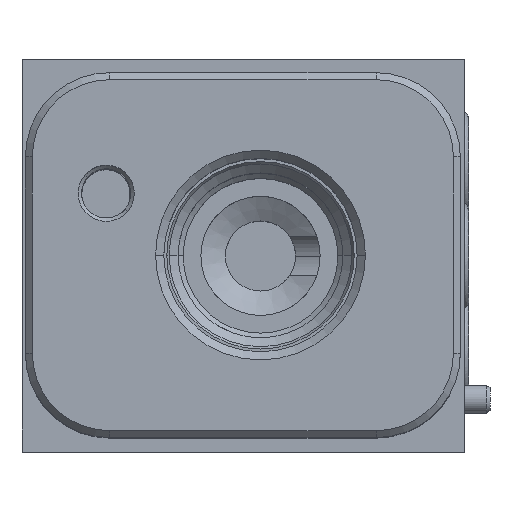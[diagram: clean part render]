
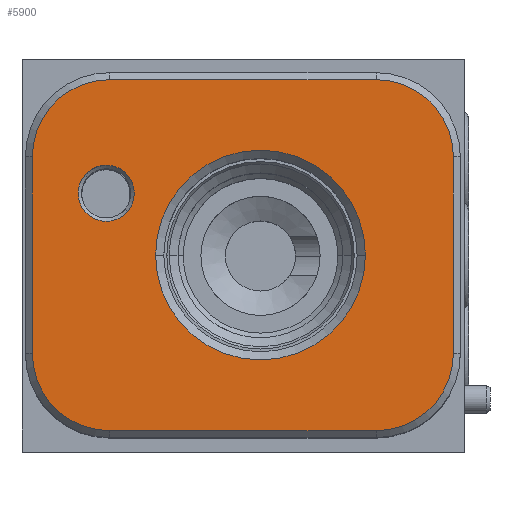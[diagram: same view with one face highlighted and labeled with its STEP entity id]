
A CAD part, top view. The second image highlights one B-rep face of the part: STEP entity #5900.
In plain terms, the highlighted planar face has unit normal (0, 0, 1).
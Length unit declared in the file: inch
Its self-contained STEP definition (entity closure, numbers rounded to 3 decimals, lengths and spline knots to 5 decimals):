
#2654=CARTESIAN_POINT('',(1.062,-0.875,4.438));
#2655=DIRECTION('',(0.,0.,-1.));
#2656=DIRECTION('',(-1.,0.,0.));
#2657=AXIS2_PLACEMENT_3D('',#2654,#2655,#2656);
#2659=CARTESIAN_POINT('',(1.062,-0.875,4.438));
#2660=DIRECTION('',(0.,0.,-1.));
#2661=DIRECTION('',(1.,0.,0.));
#2662=AXIS2_PLACEMENT_3D('',#2659,#2660,#2661);
#2664=CARTESIAN_POINT('',(0.375,-0.6,4.438));
#2665=DIRECTION('',(0.,0.,-1.));
#2666=DIRECTION('',(-0.766,0.643,0.));
#2667=AXIS2_PLACEMENT_3D('',#2664,#2665,#2666);
#2669=CARTESIAN_POINT('',(0.375,-0.6,4.438));
#2670=DIRECTION('',(0.,0.,-1.));
#2671=DIRECTION('',(0.766,-0.643,0.));
#2672=AXIS2_PLACEMENT_3D('',#2669,#2670,#2671);
#2700=CARTESIAN_POINT('',(1.577,-1.313,4.438));
#2701=DIRECTION('',(0.,0.,-1.));
#2702=DIRECTION('',(1.,0.,0.));
#2703=AXIS2_PLACEMENT_3D('',#2700,#2701,#2702);
#2714=DIRECTION('',(0.,-1.,0.));
#2715=VECTOR('',#2714,0.875);
#2716=CARTESIAN_POINT('',(1.921,-0.438,4.438));
#2717=LINE('',#2716,#2715);
#2726=CARTESIAN_POINT('',(1.577,-0.438,4.438));
#2727=DIRECTION('',(0.,0.,-1.));
#2728=DIRECTION('',(0.,1.,0.));
#2729=AXIS2_PLACEMENT_3D('',#2726,#2727,#2728);
#2740=DIRECTION('',(1.,0.,0.));
#2741=VECTOR('',#2740,1.187);
#2742=CARTESIAN_POINT('',(0.39,-0.094,4.438));
#2743=LINE('',#2742,#2741);
#2752=CARTESIAN_POINT('',(0.39,-0.438,4.438));
#2753=DIRECTION('',(0.,0.,-1.));
#2754=DIRECTION('',(-1.,0.,0.));
#2755=AXIS2_PLACEMENT_3D('',#2752,#2753,#2754);
#2766=DIRECTION('',(0.,1.,0.));
#2767=VECTOR('',#2766,0.875);
#2768=CARTESIAN_POINT('',(0.046,-1.313,4.438));
#2769=LINE('',#2768,#2767);
#2774=CARTESIAN_POINT('',(0.39,-1.313,4.438));
#2775=DIRECTION('',(0.,0.,-1.));
#2776=DIRECTION('',(0.,-1.,0.));
#2777=AXIS2_PLACEMENT_3D('',#2774,#2775,#2776);
#2792=DIRECTION('',(-1.,0.,0.));
#2793=VECTOR('',#2792,1.187);
#2794=CARTESIAN_POINT('',(1.577,-1.657,4.438));
#2795=LINE('',#2794,#2793);
#4034=CARTESIAN_POINT('',(1.529,-0.875,4.438));
#4035=VERTEX_POINT('',#4034);
#4042=CARTESIAN_POINT('',(0.595,-0.875,4.438));
#4043=VERTEX_POINT('',#4042);
#4067=CARTESIAN_POINT('',(0.27924,-0.51965,
4.438));
#4068=CARTESIAN_POINT('',(0.47076,-0.68035,
4.438));
#4069=VERTEX_POINT('',#4067);
#4070=VERTEX_POINT('',#4068);
#4108=CARTESIAN_POINT('',(0.046,-1.313,4.438));
#4109=CARTESIAN_POINT('',(0.046,-0.438,4.438));
#4110=VERTEX_POINT('',#4108);
#4111=VERTEX_POINT('',#4109);
#4116=CARTESIAN_POINT('',(0.39,-0.094,4.438));
#4117=VERTEX_POINT('',#4116);
#4120=CARTESIAN_POINT('',(1.577,-0.094,4.438));
#4121=VERTEX_POINT('',#4120);
#4124=CARTESIAN_POINT('',(1.921,-0.438,4.438));
#4125=VERTEX_POINT('',#4124);
#4128=CARTESIAN_POINT('',(1.921,-1.313,4.438));
#4129=VERTEX_POINT('',#4128);
#4132=CARTESIAN_POINT('',(1.577,-1.657,4.438));
#4133=VERTEX_POINT('',#4132);
#4136=CARTESIAN_POINT('',(0.39,-1.657,4.438));
#4137=VERTEX_POINT('',#4136);
#5867=CARTESIAN_POINT('',(0.,0.,4.438));
#5868=DIRECTION('',(0.,0.,1.));
#5869=DIRECTION('',(1.,0.,0.));
#5870=AXIS2_PLACEMENT_3D('',#5867,#5868,#5869);
#5871=PLANE('',#5870);
#5873=ORIENTED_EDGE('',*,*,#5872,.T.);
#5875=ORIENTED_EDGE('',*,*,#5874,.T.);
#5877=ORIENTED_EDGE('',*,*,#5876,.T.);
#5879=ORIENTED_EDGE('',*,*,#5878,.T.);
#5881=ORIENTED_EDGE('',*,*,#5880,.T.);
#5883=ORIENTED_EDGE('',*,*,#5882,.T.);
#5885=ORIENTED_EDGE('',*,*,#5884,.T.);
#5887=ORIENTED_EDGE('',*,*,#5886,.T.);
#5888=EDGE_LOOP('',(#5873,#5875,#5877,#5879,#5881,#5883,#5885,#5887));
#5889=FACE_OUTER_BOUND('',#5888,.F.);
#5891=ORIENTED_EDGE('',*,*,#5890,.F.);
#5893=ORIENTED_EDGE('',*,*,#5892,.F.);
#5894=EDGE_LOOP('',(#5891,#5893));
#5895=FACE_BOUND('',#5894,.F.);
#5896=ORIENTED_EDGE('',*,*,#5862,.F.);
#5897=ORIENTED_EDGE('',*,*,#5846,.F.);
#5898=EDGE_LOOP('',(#5896,#5897));
#5899=FACE_BOUND('',#5898,.F.);
#5900=ADVANCED_FACE('',(#5889,#5895,#5899),#5871,.T.);
#2658=CIRCLE('',#2657,0.467);
#2663=CIRCLE('',#2662,0.467);
#2668=CIRCLE('',#2667,0.125);
#2673=CIRCLE('',#2672,0.125);
#2704=CIRCLE('',#2703,0.344);
#2730=CIRCLE('',#2729,0.344);
#2756=CIRCLE('',#2755,0.344);
#2778=CIRCLE('',#2777,0.344);
#5846=EDGE_CURVE('',#4035,#4043,#2663,.T.);
#5862=EDGE_CURVE('',#4043,#4035,#2658,.T.);
#5872=EDGE_CURVE('',#4129,#4133,#2704,.T.);
#5874=EDGE_CURVE('',#4133,#4137,#2795,.T.);
#5876=EDGE_CURVE('',#4137,#4110,#2778,.T.);
#5878=EDGE_CURVE('',#4110,#4111,#2769,.T.);
#5880=EDGE_CURVE('',#4111,#4117,#2756,.T.);
#5882=EDGE_CURVE('',#4117,#4121,#2743,.T.);
#5884=EDGE_CURVE('',#4121,#4125,#2730,.T.);
#5886=EDGE_CURVE('',#4125,#4129,#2717,.T.);
#5890=EDGE_CURVE('',#4069,#4070,#2668,.T.);
#5892=EDGE_CURVE('',#4070,#4069,#2673,.T.);
